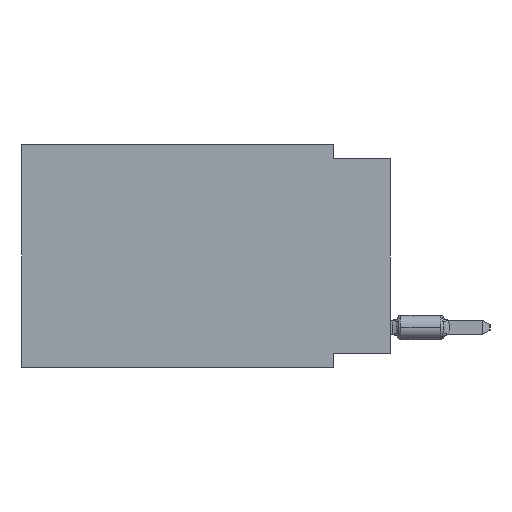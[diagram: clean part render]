
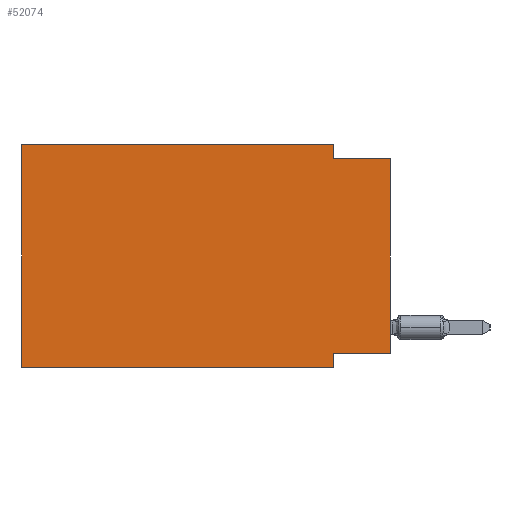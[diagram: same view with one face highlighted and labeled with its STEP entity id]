
A CAD part, left-side view. The second image highlights one B-rep face of the part: STEP entity #52074.
In plain terms, the highlighted planar face has unit normal (-1, 0, 0).
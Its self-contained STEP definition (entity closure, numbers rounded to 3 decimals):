
#194 = CARTESIAN_POINT ( 'NONE',  ( 0., 0., -0.635 ) ) ;
#1952 = VERTEX_POINT ( 'NONE', #9152 ) ;
#2817 = EDGE_CURVE ( 'NONE', #1952, #17777, #12037, .T. ) ;
#3734 = ORIENTED_EDGE ( 'NONE', *, *, #43234, .F. ) ;
#3787 = AXIS2_PLACEMENT_3D ( 'NONE', #32272, #32000, #40664 ) ;
#3830 = VERTEX_POINT ( 'NONE', #27525 ) ;
#4483 = LINE ( 'NONE', #9510, #19291 ) ;
#7125 = CARTESIAN_POINT ( 'NONE',  ( 0., 2.54, 0. ) ) ;
#7344 = ORIENTED_EDGE ( 'NONE', *, *, #43614, .T. ) ;
#7577 = EDGE_CURVE ( 'NONE', #3830, #1952, #31858, .T. ) ;
#8632 = EDGE_CURVE ( 'NONE', #17777, #24460, #44680, .T. ) ;
#9152 = CARTESIAN_POINT ( 'NONE',  ( 0., 16.383, 0. ) ) ;
#9510 = CARTESIAN_POINT ( 'NONE',  ( 0., 0., 0. ) ) ;
#11781 = VECTOR ( 'NONE', #27037, 1000. ) ;
#12037 = LINE ( 'NONE', #29103, #23401 ) ;
#13941 = VERTEX_POINT ( 'NONE', #194 ) ;
#15019 = DIRECTION ( 'NONE',  ( 0., -1., 0. ) ) ;
#15095 = CARTESIAN_POINT ( 'NONE',  ( 0., 16.383, 0. ) ) ;
#16522 = LINE ( 'NONE', #17884, #28643 ) ;
#16957 = ORIENTED_EDGE ( 'NONE', *, *, #8632, .F. ) ;
#17608 = DIRECTION ( 'NONE',  ( 0., 0., -1. ) ) ;
#17777 = VERTEX_POINT ( 'NONE', #7125 ) ;
#17884 = CARTESIAN_POINT ( 'NONE',  ( 0., 2.54, -9.906 ) ) ;
#18383 = CARTESIAN_POINT ( 'NONE',  ( 0., 0., -9.271 ) ) ;
#18889 = ORIENTED_EDGE ( 'NONE', *, *, #7577, .F. ) ;
#19291 = VECTOR ( 'NONE', #39422, 1000. ) ;
#20372 = DIRECTION ( 'NONE',  ( 0., -1., 0. ) ) ;
#20623 = VECTOR ( 'NONE', #20372, 1000. ) ;
#22636 = CARTESIAN_POINT ( 'NONE',  ( 0., 2.54, 0. ) ) ;
#23401 = VECTOR ( 'NONE', #50576, 1000. ) ;
#23773 = EDGE_LOOP ( 'NONE', ( #31260, #33349, #16957, #30792, #18889, #7344, #3734, #27277 ) ) ;
#24460 = VERTEX_POINT ( 'NONE', #38344 ) ;
#25641 = VECTOR ( 'NONE', #32139, 1000. ) ;
#25645 = CARTESIAN_POINT ( 'NONE',  ( 0., 0., -9.271 ) ) ;
#27037 = DIRECTION ( 'NONE',  ( 0., 1., 0. ) ) ;
#27277 = ORIENTED_EDGE ( 'NONE', *, *, #33037, .F. ) ;
#27525 = CARTESIAN_POINT ( 'NONE',  ( 0., 16.383, -9.906 ) ) ;
#28408 = VECTOR ( 'NONE', #39667, 1000. ) ;
#28643 = VECTOR ( 'NONE', #17608, 1000. ) ;
#28756 = CARTESIAN_POINT ( 'NONE',  ( 0., 16.383, -9.906 ) ) ;
#29103 = CARTESIAN_POINT ( 'NONE',  ( 0., 16.383, 0. ) ) ;
#29218 = VERTEX_POINT ( 'NONE', #42772 ) ;
#30792 = ORIENTED_EDGE ( 'NONE', *, *, #2817, .F. ) ;
#31260 = ORIENTED_EDGE ( 'NONE', *, *, #47325, .T. ) ;
#31356 = EDGE_CURVE ( 'NONE', #24460, #13941, #54382, .T. ) ;
#31858 = LINE ( 'NONE', #15095, #25641 ) ;
#32000 = DIRECTION ( 'NONE',  ( 1., 0., 0. ) ) ;
#32139 = DIRECTION ( 'NONE',  ( 0., 0., 1. ) ) ;
#32272 = CARTESIAN_POINT ( 'NONE',  ( 0., 16.383, 0. ) ) ;
#32832 = FACE_OUTER_BOUND ( 'NONE', #23773, .T. ) ;
#33037 = EDGE_CURVE ( 'NONE', #46312, #40744, #35960, .T. ) ;
#33349 = ORIENTED_EDGE ( 'NONE', *, *, #31356, .F. ) ;
#35960 = LINE ( 'NONE', #18383, #11781 ) ;
#38344 = CARTESIAN_POINT ( 'NONE',  ( 0., 2.54, -0.635 ) ) ;
#39422 = DIRECTION ( 'NONE',  ( 0., 0., 1. ) ) ;
#39667 = DIRECTION ( 'NONE',  ( 0., 0., -1. ) ) ;
#40664 = DIRECTION ( 'NONE',  ( 0., 0., -1. ) ) ;
#40731 = CARTESIAN_POINT ( 'NONE',  ( 0., 0., -0.635 ) ) ;
#40744 = VERTEX_POINT ( 'NONE', #41285 ) ;
#41285 = CARTESIAN_POINT ( 'NONE',  ( 0., 2.54, -9.271 ) ) ;
#42643 = VECTOR ( 'NONE', #15019, 1000. ) ;
#42772 = CARTESIAN_POINT ( 'NONE',  ( 0., 2.54, -9.906 ) ) ;
#43234 = EDGE_CURVE ( 'NONE', #40744, #29218, #16522, .T. ) ;
#43614 = EDGE_CURVE ( 'NONE', #3830, #29218, #44965, .T. ) ;
#44680 = LINE ( 'NONE', #22636, #28408 ) ;
#44965 = LINE ( 'NONE', #28756, #20623 ) ;
#46312 = VERTEX_POINT ( 'NONE', #25645 ) ;
#47325 = EDGE_CURVE ( 'NONE', #46312, #13941, #4483, .T. ) ;
#50576 = DIRECTION ( 'NONE',  ( 0., -1., 0. ) ) ;
#52074 = ADVANCED_FACE ( 'NONE', ( #32832 ), #53210, .F. ) ;
#53210 = PLANE ( 'NONE',  #3787 ) ;
#54382 = LINE ( 'NONE', #40731, #42643 ) ;
